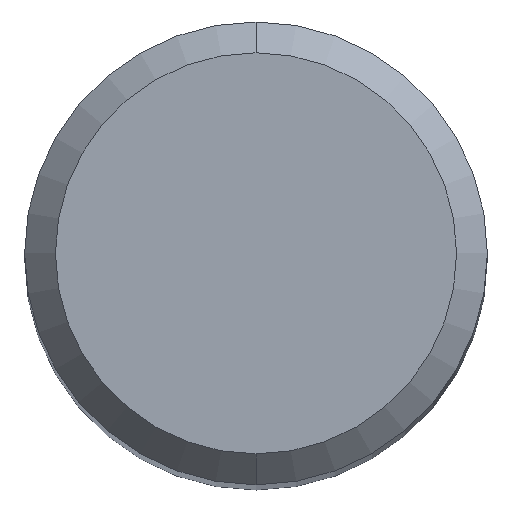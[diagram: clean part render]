
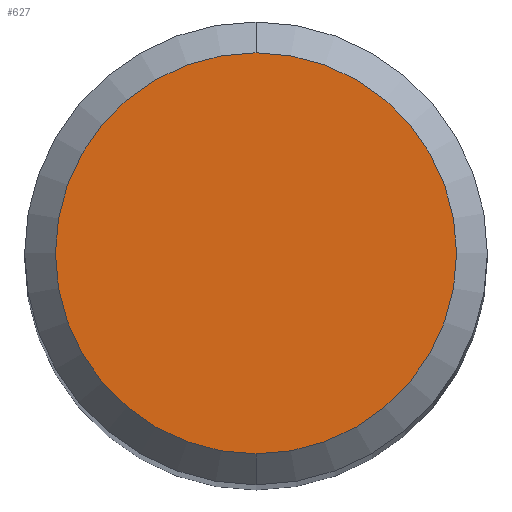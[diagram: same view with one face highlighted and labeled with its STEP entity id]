
A CAD part, top view. The second image highlights one B-rep face of the part: STEP entity #627.
In plain terms, the highlighted planar face has unit normal (0, 0, 1).
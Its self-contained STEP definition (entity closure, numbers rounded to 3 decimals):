
#357=EDGE_CURVE('',#497,#873,#1018,.T.);
#497=VERTEX_POINT('',#1166);
#529=EDGE_CURVE('',#873,#497,#1199,.T.);
#627=ADVANCED_FACE('',(#1305),#1306,.T.);
#873=VERTEX_POINT('',#1582);
#1018=CIRCLE('',#1732,2.6);
#1166=CARTESIAN_POINT('',(0.0,2.6,0.0));
#1199=CIRCLE('',#2561,2.6);
#1305=FACE_OUTER_BOUND('',#2917,.T.);
#1306=PLANE('',#2918);
#1582=CARTESIAN_POINT('',(0.,-2.6,0.0));
#1732=AXIS2_PLACEMENT_3D('',#4309,#4310,#4311);
#2561=AXIS2_PLACEMENT_3D('',#4445,#4446,#4447);
#2917=EDGE_LOOP('',(#4549,#4550));
#2918=AXIS2_PLACEMENT_3D('',#4551,#4552,#4553);
#4309=CARTESIAN_POINT('',(0.0,0.0,0.0));
#4310=DIRECTION('',(0.0,0.0,-1.0));
#4311=DIRECTION('',(0.0,1.0,0.0));
#4445=CARTESIAN_POINT('',(0.0,0.0,0.0));
#4446=DIRECTION('',(0.0,0.0,-1.0));
#4447=DIRECTION('',(0.0,1.0,0.0));
#4549=ORIENTED_EDGE('',*,*,#357,.F.);
#4550=ORIENTED_EDGE('',*,*,#529,.F.);
#4551=CARTESIAN_POINT('',(0.0,1.3,0.0));
#4552=DIRECTION('',(-0.0,0.0,1.0));
#4553=DIRECTION('',(0.0,-1.0,0.0));
